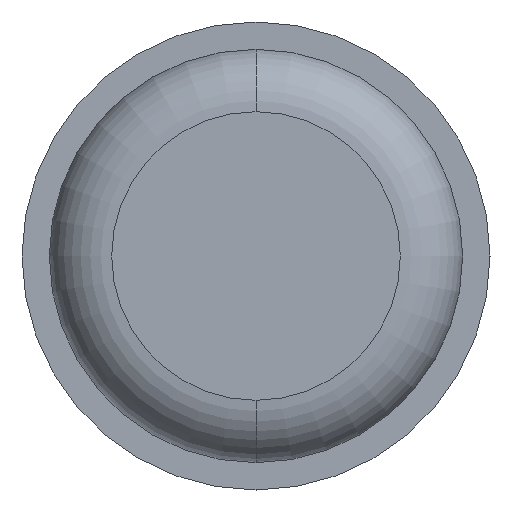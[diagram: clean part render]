
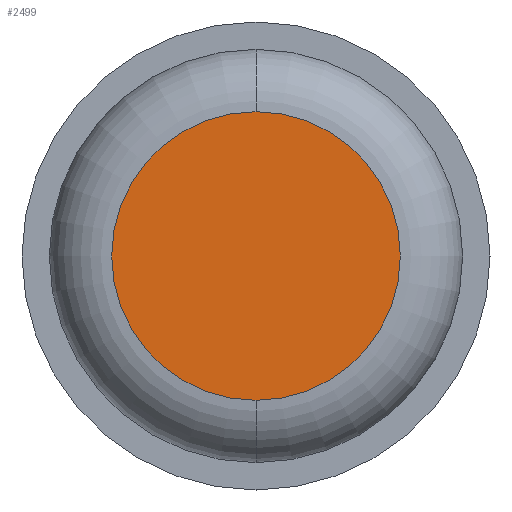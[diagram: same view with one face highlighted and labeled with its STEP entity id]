
A CAD part, front view. The second image highlights one B-rep face of the part: STEP entity #2499.
In plain terms, the highlighted planar face has unit normal (0, -1, 0).
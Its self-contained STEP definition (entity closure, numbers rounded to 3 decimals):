
#98 = DIRECTION ( 'NONE',  ( 0., 0., -1. ) ) ;
#196 = CARTESIAN_POINT ( 'NONE',  ( 0., 0., 0. ) ) ;
#367 = CARTESIAN_POINT ( 'NONE',  ( 0., 0., 0.925 ) ) ;
#421 = AXIS2_PLACEMENT_3D ( 'NONE', #1397, #2445, #98 ) ;
#467 = DIRECTION ( 'NONE',  ( 0., 0., -1. ) ) ;
#532 = AXIS2_PLACEMENT_3D ( 'NONE', #196, #3544, #3832 ) ;
#563 = EDGE_CURVE ( 'Defeature ausgef�hrt1_3+Defeature ausgef�hrt1_9+Defeature ausgef�hrt1_9+Defeature ausgef�hrt1_9', #2851, #1121, #1374, .T. ) ;
#661 = AXIS2_PLACEMENT_3D ( 'NONE', #746, #2451, #467 ) ;
#746 = CARTESIAN_POINT ( 'NONE',  ( 0., 0., 0. ) ) ;
#868 = PLANE ( 'NONE',  #532 ) ;
#1072 = FACE_OUTER_BOUND ( 'NONE', #2452, .T. ) ;
#1121 = VERTEX_POINT ( 'NONE', #1413 ) ;
#1374 = CIRCLE ( 'NONE', #661, 0.925 ) ;
#1397 = CARTESIAN_POINT ( 'NONE',  ( 0., 0., 0. ) ) ;
#1413 = CARTESIAN_POINT ( 'NONE',  ( 0., 0., -0.925 ) ) ;
#1552 = EDGE_CURVE ( 'Defeature ausgef�hrt1_3+Defeature ausgef�hrt1_9+Defeature ausgef�hrt1_9+Defeature ausgef�hrt1_9', #1121, #2851, #3663, .T. ) ;
#2418 = ORIENTED_EDGE ( 'NONE', *, *, #1552, .T. ) ;
#2445 = DIRECTION ( 'NONE',  ( 0., -1., 0. ) ) ;
#2451 = DIRECTION ( 'NONE',  ( 0., -1., 0. ) ) ;
#2452 = EDGE_LOOP ( 'NONE', ( #2418, #3711 ) ) ;
#2499 = ADVANCED_FACE ( 'Defeature ausgef�hrt1_3', ( #1072 ), #868, .T. ) ;
#2851 = VERTEX_POINT ( 'NONE', #367 ) ;
#3544 = DIRECTION ( 'NONE',  ( 0., -1., 0. ) ) ;
#3663 = CIRCLE ( 'NONE', #421, 0.925 ) ;
#3711 = ORIENTED_EDGE ( 'NONE', *, *, #563, .T. ) ;
#3832 = DIRECTION ( 'NONE',  ( 0., 0., -1. ) ) ;
